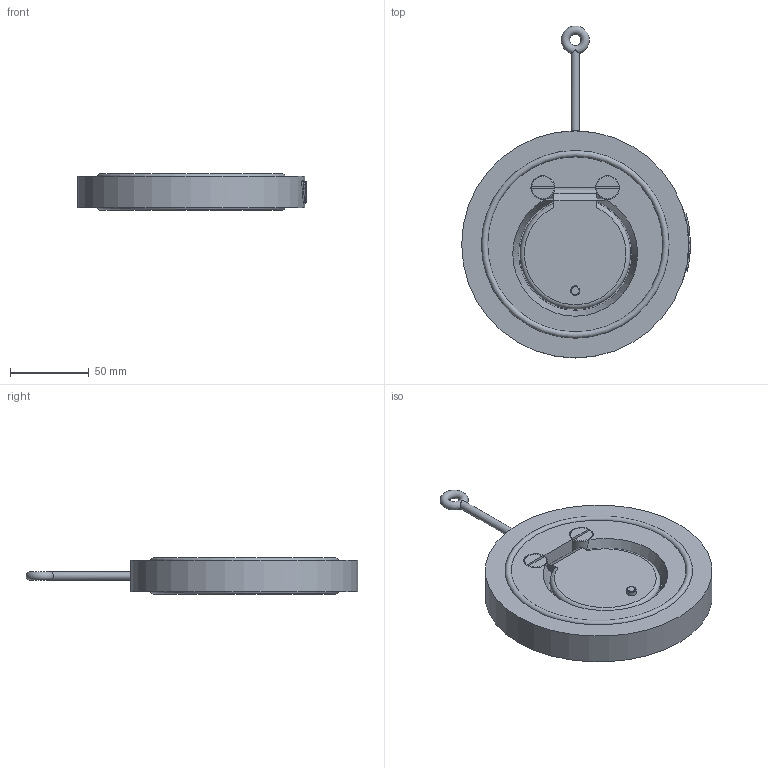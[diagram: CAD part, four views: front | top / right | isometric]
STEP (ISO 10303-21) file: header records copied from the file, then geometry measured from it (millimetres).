
FILE_DESCRIPTION(/* description */ ('PP Check Valve with Spring return in 1.4571 and EPDM O-ring, Ø90/DN80, PN6'),/* implementation_level */ '2;1');
FILE_NAME(/* name */ '570080',/* time_stamp */ '2021-11-25T13:21:37+01:00',/* author */ ('COAB Solutions'),/* organization */ ('GPA Flowsystem'),/* preprocessor_version */ 'ST-DEVELOPER v18.1',/* originating_system */ 'www.coabsolutions.com',/* authorisation */ 'unknown authorization');
FILE_SCHEMA (('AUTOMOTIVE_DESIGN { 1 0 10303 214 3 1 1 }'));
Length unit declared in the file: millimetre
Products named in the file (1): 70063_3
Bounding box: 145 x 210.49 x 23 mm (x, y, z)
Volume: 290998.6 mm3; surface area: 63371.9 mm2
Topology: 3 solids, 3 shells, 98 faces, 263 edges, 175 vertices
Faces by surface type: plane 44, bspline 22, cylinder 19, cone 6, torus 5, sphere 2
Full cylindrical faces by diameter (mm): 5.263 x1, 6 x2, 15 x2, 54 x1, 111 x2, 119 x2, 144 x1
Entity records: 3881 total; most frequent: CARTESIAN_POINT 1458, ORIENTED_EDGE 526, DIRECTION 433, EDGE_CURVE 263, VERTEX_POINT 175, AXIS2_PLACEMENT_3D 163, EDGE_LOOP 112, LINE 107
